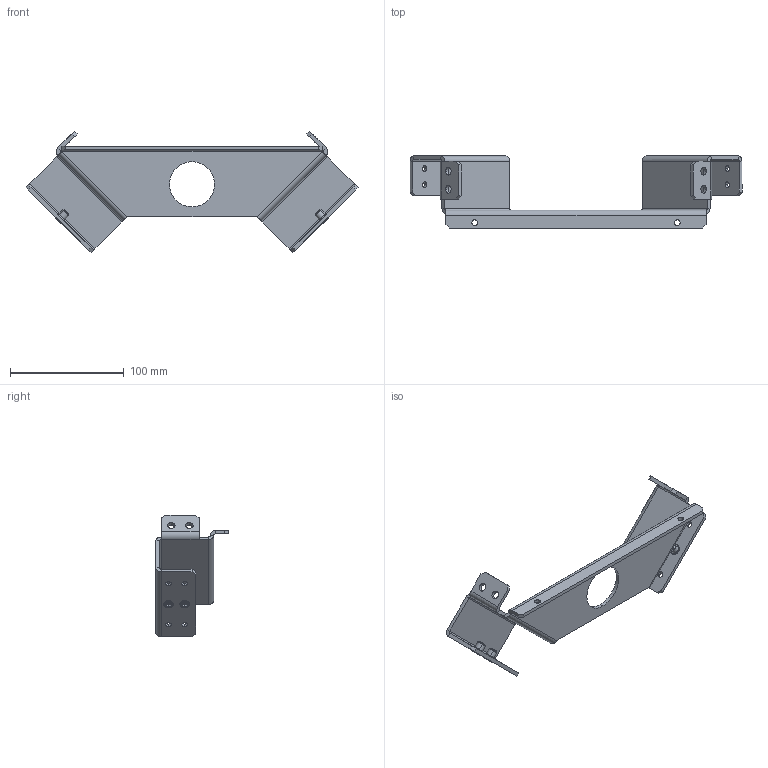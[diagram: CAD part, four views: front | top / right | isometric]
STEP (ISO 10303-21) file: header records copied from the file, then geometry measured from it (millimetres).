
FILE_DESCRIPTION (( 'STEP AP214' ), '1' );
FILE_NAME ('am-4506 Top Carousel Support Bracket.STEP', '2021-08-23T17:49:47', ( '' ), ( '' ), 'SwSTEP 2.0', 'SolidWorks 2021', '' );
FILE_SCHEMA (( 'AUTOMOTIVE_DESIGN' ));
Length unit declared in the file: millimetre
Products named in the file (3): ip-4506 Top Carousel Support Bracket; am-1454 10-32 Low Profile STEEL RIVET NUT 0125675_93483A661; am-4506 Top Carousel Support Bracket
Assembly tree (5 placements, depth 2):
  am-4506 Top Carousel Support Bracket
    ip-4506 Top Carousel Support Bracket
    am-1454 10-32 Low Profile STEEL RIVET NUT 0125675_93483A661  x4
Bounding box: 291.46 x 63.5 x 106.54 mm (x, y, z)
Volume: 105092.5 mm3; surface area: 72658.5 mm2
Topology: 5 solids, 5 shells, 300 faces, 730 edges, 444 vertices
Faces by surface type: cylinder 156, plane 84, cone 40, bspline 12, torus 8
Entity records: 9198 total; most frequent: CARTESIAN_POINT 5063, DIRECTION 857, ORIENTED_EDGE 824, EDGE_CURVE 412, AXIS2_PLACEMENT_3D 315, VERTEX_POINT 246, VECTOR 227, LINE 227
